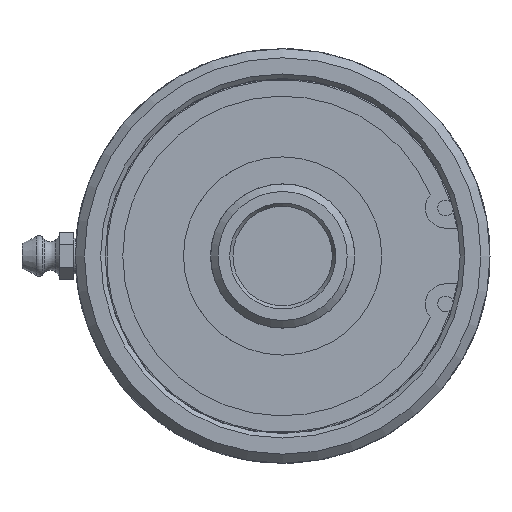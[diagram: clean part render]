
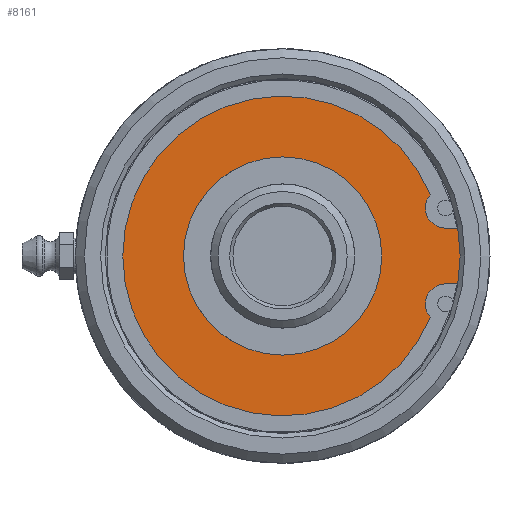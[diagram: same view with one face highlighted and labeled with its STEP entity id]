
A CAD part, left-side view. The second image highlights one B-rep face of the part: STEP entity #8161.
In plain terms, the highlighted planar face has unit normal (-1, 0, 0).
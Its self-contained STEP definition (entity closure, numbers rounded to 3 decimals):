
#77=FACE_BOUND('',#2811,.T.);
#795=LINE('',#57030,#1232);
#796=LINE('',#57038,#1233);
#1232=VECTOR('',#10352,10.);
#1233=VECTOR('',#10359,10.);
#2312=FACE_OUTER_BOUND('',#2810,.T.);
#2810=EDGE_LOOP('',(#7407,#7408,#7409,#7410,#7411,#7412));
#2811=EDGE_LOOP('',(#7413,#7414));
#3078=CIRCLE('',#8684,17.4);
#3079=CIRCLE('',#8685,17.4);
#3130=CIRCLE('',#8772,3.556);
#3131=CIRCLE('',#8773,28.142);
#3132=CIRCLE('',#8774,3.556);
#3133=CIRCLE('',#8775,33.45);
#3857=VERTEX_POINT('',#56807);
#3858=VERTEX_POINT('',#56808);
#3916=VERTEX_POINT('',#57028);
#3917=VERTEX_POINT('',#57029);
#3918=VERTEX_POINT('',#57031);
#3919=VERTEX_POINT('',#57033);
#3920=VERTEX_POINT('',#57035);
#3921=VERTEX_POINT('',#57037);
#4998=EDGE_CURVE('',#3857,#3858,#3078,.T.);
#4999=EDGE_CURVE('',#3858,#3857,#3079,.T.);
#5092=EDGE_CURVE('',#3916,#3917,#795,.T.);
#5093=EDGE_CURVE('',#3917,#3918,#3130,.T.);
#5094=EDGE_CURVE('',#3918,#3919,#3131,.T.);
#5095=EDGE_CURVE('',#3919,#3920,#3132,.T.);
#5096=EDGE_CURVE('',#3920,#3921,#796,.T.);
#5097=EDGE_CURVE('',#3921,#3916,#3133,.T.);
#7407=ORIENTED_EDGE('',*,*,#5092,.T.);
#7408=ORIENTED_EDGE('',*,*,#5093,.T.);
#7409=ORIENTED_EDGE('',*,*,#5094,.T.);
#7410=ORIENTED_EDGE('',*,*,#5095,.T.);
#7411=ORIENTED_EDGE('',*,*,#5096,.T.);
#7412=ORIENTED_EDGE('',*,*,#5097,.T.);
#7413=ORIENTED_EDGE('',*,*,#4998,.T.);
#7414=ORIENTED_EDGE('',*,*,#4999,.T.);
#7722=PLANE('',#8771);
#8161=ADVANCED_FACE('',(#2312,#77),#7722,.F.);
#8684=AXIS2_PLACEMENT_3D('',#56809,#10150,#10151);
#8685=AXIS2_PLACEMENT_3D('',#56810,#10152,#10153);
#8771=AXIS2_PLACEMENT_3D('',#57027,#10350,#10351);
#8772=AXIS2_PLACEMENT_3D('',#57032,#10353,#10354);
#8773=AXIS2_PLACEMENT_3D('',#57034,#10355,#10356);
#8774=AXIS2_PLACEMENT_3D('',#57036,#10357,#10358);
#8775=AXIS2_PLACEMENT_3D('',#57039,#10360,#10361);
#10150=DIRECTION('center_axis',(1.,0.,0.));
#10151=DIRECTION('ref_axis',(0.,1.,0.));
#10152=DIRECTION('center_axis',(1.,0.,0.));
#10153=DIRECTION('ref_axis',(0.,1.,0.));
#10350=DIRECTION('center_axis',(1.,0.,0.));
#10351=DIRECTION('ref_axis',(0.,0.,-1.));
#10352=DIRECTION('',(0.,1.,0.));
#10353=DIRECTION('center_axis',(1.,0.,0.));
#10354=DIRECTION('ref_axis',(0.,0.754,0.657));
#10355=DIRECTION('center_axis',(-1.,0.,0.));
#10356=DIRECTION('ref_axis',(0.,0.924,-0.384));
#10357=DIRECTION('center_axis',(1.,0.,0.));
#10358=DIRECTION('ref_axis',(0.,0.,1.));
#10359=DIRECTION('',(0.,-1.,0.));
#10360=DIRECTION('center_axis',(-1.,0.,0.));
#10361=DIRECTION('ref_axis',(0.,1.,0.));
#56807=CARTESIAN_POINT('',(4.775,17.4,0.));
#56808=CARTESIAN_POINT('',(4.775,-17.4,0.));
#56809=CARTESIAN_POINT('Origin',(4.775,0.,0.));
#56810=CARTESIAN_POINT('Origin',(4.775,0.,0.));
#57027=CARTESIAN_POINT('Origin',(4.775,24.275,0.));
#57028=CARTESIAN_POINT('',(4.775,-33.089,4.902));
#57029=CARTESIAN_POINT('',(4.775,-28.672,4.902));
#57030=CARTESIAN_POINT('',(4.775,-2.199,4.902));
#57031=CARTESIAN_POINT('',(4.775,-25.99,10.793));
#57032=CARTESIAN_POINT('Origin',(4.775,-28.672,8.458));
#57033=CARTESIAN_POINT('',(4.775,-25.99,-10.793));
#57034=CARTESIAN_POINT('Origin',(4.775,0.,0.));
#57035=CARTESIAN_POINT('',(4.775,-28.672,-4.902));
#57036=CARTESIAN_POINT('Origin',(4.775,-28.672,-8.458));
#57037=CARTESIAN_POINT('',(4.775,-33.089,-4.902));
#57038=CARTESIAN_POINT('',(4.775,-4.407,-4.902));
#57039=CARTESIAN_POINT('Origin',(4.775,0.,0.));
